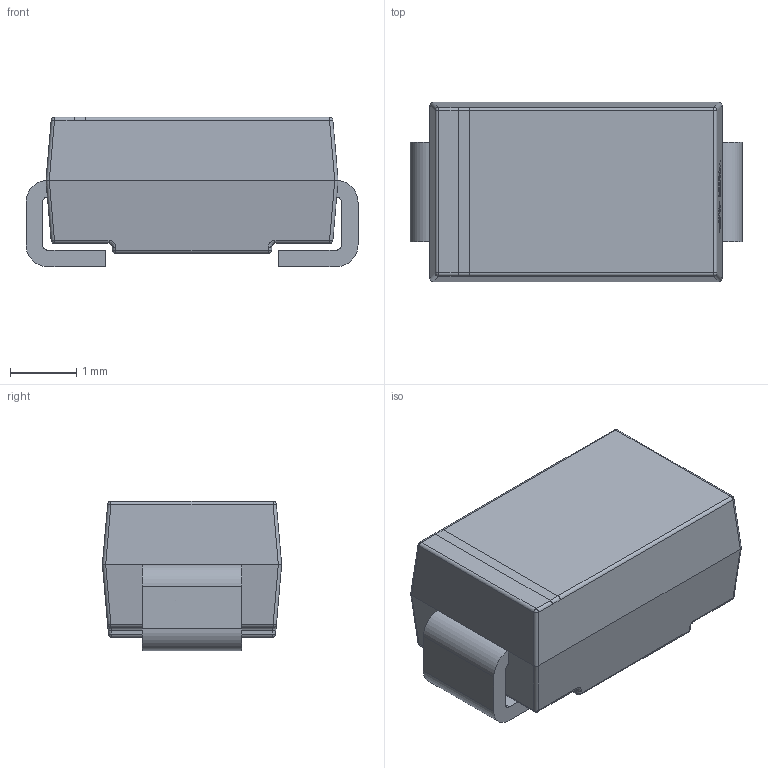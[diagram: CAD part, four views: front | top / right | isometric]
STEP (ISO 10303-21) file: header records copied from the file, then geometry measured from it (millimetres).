
FILE_DESCRIPTION (( 'STEP AP214' ), '1' );
FILE_NAME ('SMA_L4.4-W2.7-LS5.0-RD.step', '2022-07-15T04:47:12', ( '' ), ( '' ), 'SwSTEP 2.0', 'SolidWorks 2020', '' );
FILE_SCHEMA (( 'AUTOMOTIVE_DESIGN' ));
Length unit declared in the file: millimetre
Products named in the file (1): SMA_L4.4-W2.7-LS5.0-RD
Bounding box: 5 x 2.7 x 2.25 mm (x, y, z)
Volume: 24 mm3; surface area: 63.7 mm2
Topology: 14 solids, 14 shells, 376 faces, 965 edges, 622 vertices
Faces by surface type: plane 208, bspline 116, cylinder 40, sphere 12
Entity records: 16145 total; most frequent: CARTESIAN_POINT 4144, ORIENTED_EDGE 1922, DIRECTION 1307, EDGE_CURVE 961, VECTOR 657, LINE 657, VERTEX_POINT 622, EDGE_LOOP 397
